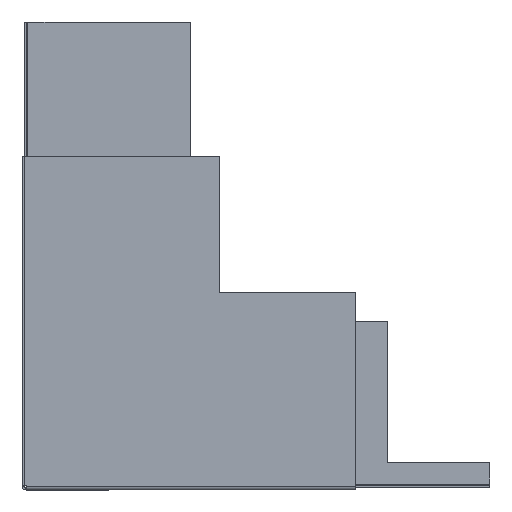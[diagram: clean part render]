
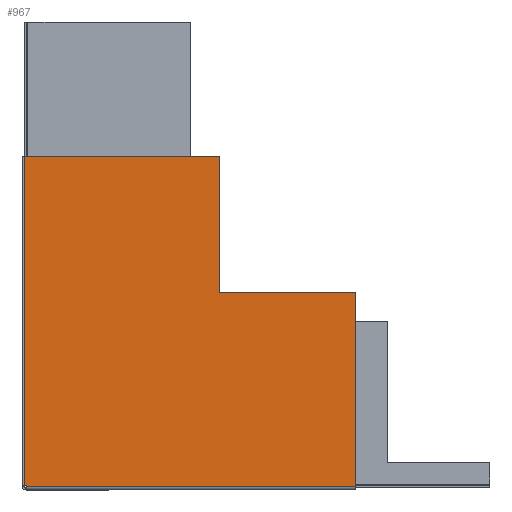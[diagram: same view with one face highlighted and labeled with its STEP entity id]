
A CAD part, front view. The second image highlights one B-rep face of the part: STEP entity #967.
In plain terms, the highlighted face is planar.
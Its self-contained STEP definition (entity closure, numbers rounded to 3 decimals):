
#39 = CARTESIAN_POINT ( 'NONE',  ( -87., -147., -53.5 ) ) ;
#48 = ORIENTED_EDGE ( 'NONE', *, *, #2043, .F. ) ;
#56 = DIRECTION ( 'NONE',  ( 1., 0., 0. ) ) ;
#108 = CARTESIAN_POINT ( 'NONE',  ( -147., 0., -53.5 ) ) ;
#118 = EDGE_CURVE ( 'NONE', #381, #1206, #1635, .T. ) ;
#156 = ORIENTED_EDGE ( 'NONE', *, *, #566, .T. ) ;
#287 = LINE ( 'NONE', #1956, #472 ) ;
#290 = CARTESIAN_POINT ( 'NONE',  ( -2.1, -1.071, -53.5 ) ) ;
#381 = VERTEX_POINT ( 'NONE', #780 ) ;
#412 = PLANE ( 'NONE',  #1518 ) ;
#441 = DIRECTION ( 'NONE',  ( 0., 0., 1. ) ) ;
#443 = DIRECTION ( 'NONE',  ( 1., 0., 0. ) ) ;
#451 = VERTEX_POINT ( 'NONE', #801 ) ;
#472 = VECTOR ( 'NONE', #1577, 1000. ) ;
#480 = EDGE_LOOP ( 'NONE', ( #1222, #1065, #576, #1066, #1487, #48, #156, #723 ) ) ;
#489 = LINE ( 'NONE', #1954, #684 ) ;
#522 = CARTESIAN_POINT ( 'NONE',  ( -1.6, -2.1, -53.5 ) ) ;
#541 = DIRECTION ( 'NONE',  ( 1., 0., 0. ) ) ;
#553 = DIRECTION ( 'NONE',  ( 0., -1., 0. ) ) ;
#566 = EDGE_CURVE ( 'NONE', #451, #1120, #287, .T. ) ;
#576 = ORIENTED_EDGE ( 'NONE', *, *, #1033, .F. ) ;
#588 = VECTOR ( 'NONE', #553, 1000. ) ;
#621 = LINE ( 'NONE', #522, #588 ) ;
#684 = VECTOR ( 'NONE', #541, 1000. ) ;
#687 = EDGE_CURVE ( 'NONE', #1201, #2087, #489, .T. ) ;
#723 = ORIENTED_EDGE ( 'NONE', *, *, #1292, .T. ) ;
#780 = CARTESIAN_POINT ( 'NONE',  ( -1.6, -2.1, -53.5 ) ) ;
#801 = CARTESIAN_POINT ( 'NONE',  ( -147., -1.071, -53.5 ) ) ;
#828 = LINE ( 'NONE', #108, #2046 ) ;
#916 = EDGE_CURVE ( 'NONE', #381, #1726, #621, .T. ) ;
#918 = FACE_OUTER_BOUND ( 'NONE', #480, .T. ) ;
#930 = CARTESIAN_POINT ( 'NONE',  ( 0., 0., -53.5 ) ) ;
#967 = ADVANCED_FACE ( 'NONE', ( #918 ), #412, .F. ) ;
#1033 = EDGE_CURVE ( 'NONE', #1993, #1726, #1054, .T. ) ;
#1054 = LINE ( 'NONE', #39, #1673 ) ;
#1065 = ORIENTED_EDGE ( 'NONE', *, *, #916, .T. ) ;
#1066 = ORIENTED_EDGE ( 'NONE', *, *, #1477, .F. ) ;
#1096 = CARTESIAN_POINT ( 'NONE',  ( -87., -87., -53.5 ) ) ;
#1111 = DIRECTION ( 'NONE',  ( -1., 0., 0. ) ) ;
#1120 = VERTEX_POINT ( 'NONE', #290 ) ;
#1126 = DIRECTION ( 'NONE',  ( 0., -1., 0. ) ) ;
#1201 = VERTEX_POINT ( 'NONE', #1237 ) ;
#1206 = VERTEX_POINT ( 'NONE', #1241 ) ;
#1222 = ORIENTED_EDGE ( 'NONE', *, *, #118, .F. ) ;
#1237 = CARTESIAN_POINT ( 'NONE',  ( -147., -87., -53.5 ) ) ;
#1241 = CARTESIAN_POINT ( 'NONE',  ( -2.1, -2.1, -53.5 ) ) ;
#1252 = CARTESIAN_POINT ( 'NONE',  ( -87., -147., -53.5 ) ) ;
#1292 = EDGE_CURVE ( 'NONE', #1120, #1206, #1728, .T. ) ;
#1310 = DIRECTION ( 'NONE',  ( 0., -1., 0. ) ) ;
#1312 = CARTESIAN_POINT ( 'NONE',  ( -2.1, 0., -53.5 ) ) ;
#1420 = CARTESIAN_POINT ( 'NONE',  ( 0., -2.1, -53.5 ) ) ;
#1464 = VECTOR ( 'NONE', #1844, 1000. ) ;
#1477 = EDGE_CURVE ( 'NONE', #2087, #1993, #1886, .T. ) ;
#1487 = ORIENTED_EDGE ( 'NONE', *, *, #687, .F. ) ;
#1518 = AXIS2_PLACEMENT_3D ( 'NONE', #930, #441, #443 ) ;
#1577 = DIRECTION ( 'NONE',  ( 1., 0., 0. ) ) ;
#1630 = VECTOR ( 'NONE', #1310, 1000. ) ;
#1633 = VECTOR ( 'NONE', #1111, 1000. ) ;
#1635 = LINE ( 'NONE', #1420, #1633 ) ;
#1673 = VECTOR ( 'NONE', #56, 1000. ) ;
#1698 = CARTESIAN_POINT ( 'NONE',  ( -1.6, -147., -53.5 ) ) ;
#1726 = VERTEX_POINT ( 'NONE', #1698 ) ;
#1728 = LINE ( 'NONE', #1312, #1630 ) ;
#1844 = DIRECTION ( 'NONE',  ( 0., -1., 0. ) ) ;
#1866 = CARTESIAN_POINT ( 'NONE',  ( -87., -87., -53.5 ) ) ;
#1886 = LINE ( 'NONE', #1866, #1464 ) ;
#1954 = CARTESIAN_POINT ( 'NONE',  ( -147., -87., -53.5 ) ) ;
#1956 = CARTESIAN_POINT ( 'NONE',  ( -222., -1.071, -53.5 ) ) ;
#1993 = VERTEX_POINT ( 'NONE', #1252 ) ;
#2043 = EDGE_CURVE ( 'NONE', #451, #1201, #828, .T. ) ;
#2046 = VECTOR ( 'NONE', #1126, 1000. ) ;
#2087 = VERTEX_POINT ( 'NONE', #1096 ) ;
